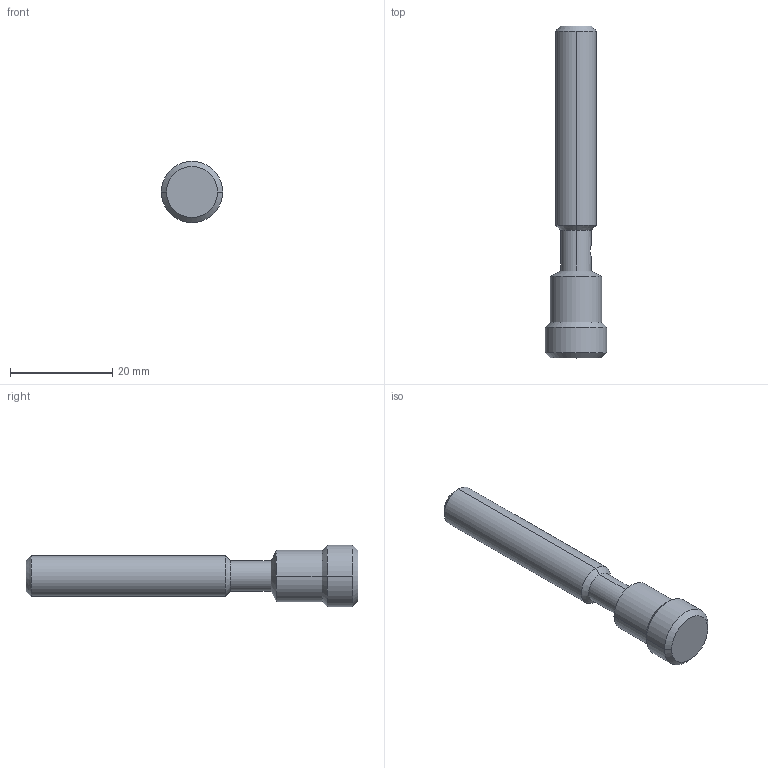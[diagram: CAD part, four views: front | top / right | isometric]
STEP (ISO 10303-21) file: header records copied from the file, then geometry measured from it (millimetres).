
FILE_DESCRIPTION((''),'2;1');
FILE_NAME('DM_CAD-2031_NMB1','2014-11-19T',('Creinig-se'),(''),'PRO/ENGINEER BY PARAMETRIC TECHNOLOGY CORPORATION, 2013050','PRO/ENGINEER BY PARAMETRIC TECHNOLOGY CORPORATION, 2013050','');
FILE_SCHEMA(('CONFIG_CONTROL_DESIGN'));
Length unit declared in the file: millimetre
Products named in the file (1): DM_CAD-2031_NMB1
Bounding box: 12 x 65 x 12 mm (x, y, z)
Volume: 3725.9 mm3; surface area: 1902.8 mm2
Topology: 1 solids, 1 shells, 23 faces, 95 edges, 76 vertices
Faces by surface type: cylinder 10, cone 10, plane 3
Entity records: 1428 total; most frequent: DIRECTION 181, CARTESIAN_POINT 171, PRESENTATION_STYLE_ASSIGNMENT 110, STYLED_ITEM 109, CURVE_STYLE 102, ORIENTED_EDGE 92, COLOUR_RGB 77, AXIS2_PLACEMENT_3D 64
